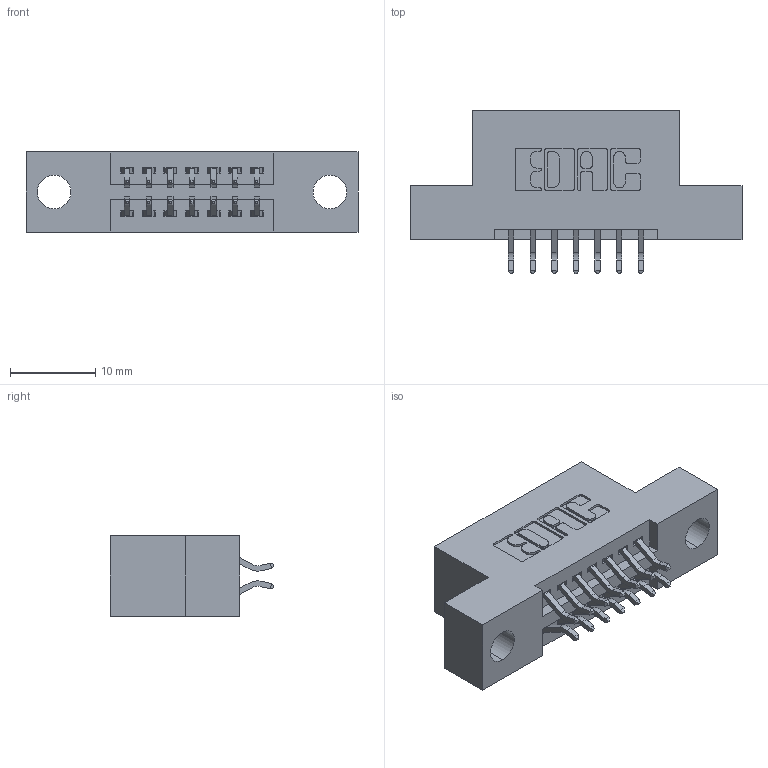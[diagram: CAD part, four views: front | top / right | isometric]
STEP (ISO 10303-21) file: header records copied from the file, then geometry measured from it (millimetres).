
FILE_DESCRIPTION (( 'STEP AP203' ), '1' );
FILE_NAME ('345-014-556-204.STEP', '2021-05-19T16:06:44', ( '' ), ( '' ), 'SwSTEP 2.0', 'SolidWorks 2020', '' );
FILE_SCHEMA (( 'CONFIG_CONTROL_DESIGN' ));
Length unit declared in the file: inch
Products named in the file (3): 345-014-556-204; 345-292-001_556 Tail; 345 Part_Flush Mounting Lugs - 0.156 Dia-TI
Assembly tree (15 placements, depth 2):
  345-014-556-204
    345 Part_Flush Mounting Lugs - 0.156 Dia-TI
    345-292-001_556 Tail  x14
Bounding box: 38.99 x 19.24 x 9.4 mm (x, y, z)
Volume: 3356 mm3; surface area: 4122.3 mm2
Topology: 15 solids, 15 shells, 924 faces, 2715 edges, 1790 vertices
Faces by surface type: plane 612, cylinder 312
Entity records: 10843 total; most frequent: CARTESIAN_POINT 1870, ORIENTED_EDGE 1790, DIRECTION 1679, EDGE_CURVE 895, VECTOR 727, LINE 727, VERTEX_POINT 594, AXIS2_PLACEMENT_3D 476
